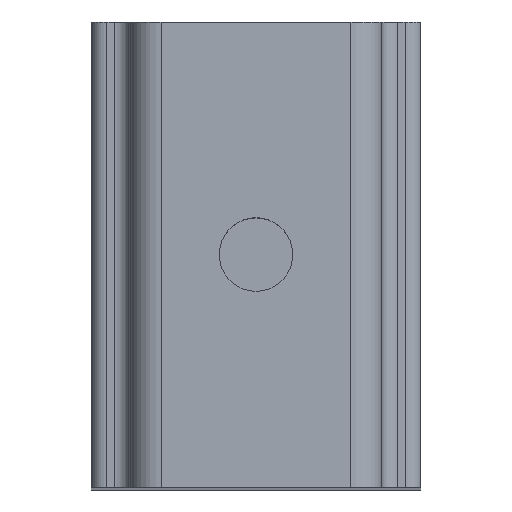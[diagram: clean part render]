
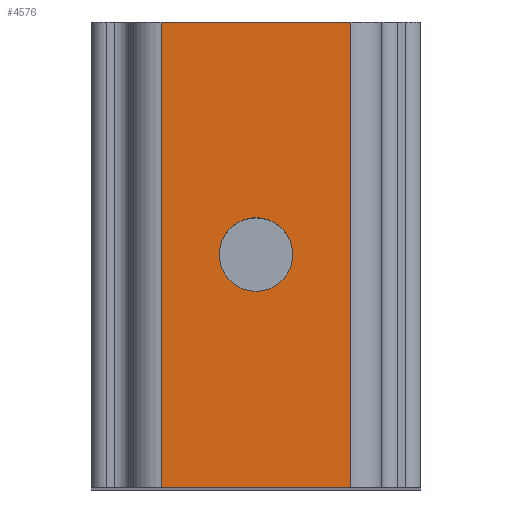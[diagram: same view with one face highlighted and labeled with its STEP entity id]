
A CAD part, top view. The second image highlights one B-rep face of the part: STEP entity #4576.
In plain terms, the highlighted planar face has unit normal (0, 0, 1).
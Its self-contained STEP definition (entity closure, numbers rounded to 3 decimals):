
#2088 = PLANE('',#2089);
#2089 = AXIS2_PLACEMENT_3D('',#2090,#2091,#2092);
#2090 = CARTESIAN_POINT('',(0.,0.,2.));
#2091 = DIRECTION('',(-0.,-1.,-0.));
#2092 = DIRECTION('',(0.,0.,-1.));
#2312 = PLANE('',#2313);
#2313 = AXIS2_PLACEMENT_3D('',#2314,#2315,#2316);
#2314 = CARTESIAN_POINT('',(0.,-24.,2.));
#2315 = DIRECTION('',(-0.,-1.,-0.));
#2316 = DIRECTION('',(0.,0.,-1.));
#3887 = VERTEX_POINT('',#3888);
#3888 = CARTESIAN_POINT('',(1.6,0.,6.));
#3903 = CYLINDRICAL_SURFACE('',#3904,1.6);
#3904 = AXIS2_PLACEMENT_3D('',#3905,#3906,#3907);
#3905 = CARTESIAN_POINT('',(1.6,0.,4.4));
#3906 = DIRECTION('',(-0.,-1.,-0.));
#3907 = DIRECTION('',(0.,0.,1.));
#3915 = EDGE_CURVE('',#3887,#3916,#3918,.T.);
#3916 = VERTEX_POINT('',#3917);
#3917 = CARTESIAN_POINT('',(11.4,0.,6.));
#3918 = SURFACE_CURVE('',#3919,(#3923,#3930),.PCURVE_S1.);
#3919 = LINE('',#3920,#3921);
#3920 = CARTESIAN_POINT('',(0.,0.,6.));
#3921 = VECTOR('',#3922,1.);
#3922 = DIRECTION('',(1.,0.,0.));
#3923 = PCURVE('',#2088,#3924);
#3924 = DEFINITIONAL_REPRESENTATION('',(#3925),#3929);
#3925 = LINE('',#3926,#3927);
#3926 = CARTESIAN_POINT('',(-4.,0.));
#3927 = VECTOR('',#3928,1.);
#3928 = DIRECTION('',(-0.,1.));
#3929 = ( GEOMETRIC_REPRESENTATION_CONTEXT(2) 
PARAMETRIC_REPRESENTATION_CONTEXT() REPRESENTATION_CONTEXT('2D SPACE',''
  ) );
#3930 = PCURVE('',#3931,#3936);
#3931 = PLANE('',#3932);
#3932 = AXIS2_PLACEMENT_3D('',#3933,#3934,#3935);
#3933 = CARTESIAN_POINT('',(0.,0.,6.));
#3934 = DIRECTION('',(0.,0.,1.));
#3935 = DIRECTION('',(-1.,0.,0.));
#3936 = DEFINITIONAL_REPRESENTATION('',(#3937),#3941);
#3937 = LINE('',#3938,#3939);
#3938 = CARTESIAN_POINT('',(-0.,-0.));
#3939 = VECTOR('',#3940,1.);
#3940 = DIRECTION('',(-1.,0.));
#3941 = ( GEOMETRIC_REPRESENTATION_CONTEXT(2) 
PARAMETRIC_REPRESENTATION_CONTEXT() REPRESENTATION_CONTEXT('2D SPACE',''
  ) );
#3958 = CYLINDRICAL_SURFACE('',#3959,1.6);
#3959 = AXIS2_PLACEMENT_3D('',#3960,#3961,#3962);
#3960 = CARTESIAN_POINT('',(11.4,0.,4.4));
#3961 = DIRECTION('',(-0.,-1.,-0.));
#3962 = DIRECTION('',(1.,0.,0.));
#4074 = CYLINDRICAL_SURFACE('',#4075,1.9);
#4075 = AXIS2_PLACEMENT_3D('',#4076,#4077,#4078);
#4076 = CARTESIAN_POINT('',(6.5,-12.,0.));
#4077 = DIRECTION('',(0.,0.,-1.));
#4078 = DIRECTION('',(1.,0.,0.));
#4225 = VERTEX_POINT('',#4226);
#4226 = CARTESIAN_POINT('',(1.6,-24.,6.));
#4248 = EDGE_CURVE('',#4225,#4249,#4251,.T.);
#4249 = VERTEX_POINT('',#4250);
#4250 = CARTESIAN_POINT('',(11.4,-24.,6.));
#4251 = SURFACE_CURVE('',#4252,(#4256,#4263),.PCURVE_S1.);
#4252 = LINE('',#4253,#4254);
#4253 = CARTESIAN_POINT('',(0.,-24.,6.));
#4254 = VECTOR('',#4255,1.);
#4255 = DIRECTION('',(1.,0.,0.));
#4256 = PCURVE('',#2312,#4257);
#4257 = DEFINITIONAL_REPRESENTATION('',(#4258),#4262);
#4258 = LINE('',#4259,#4260);
#4259 = CARTESIAN_POINT('',(-4.,0.));
#4260 = VECTOR('',#4261,1.);
#4261 = DIRECTION('',(-0.,1.));
#4262 = ( GEOMETRIC_REPRESENTATION_CONTEXT(2) 
PARAMETRIC_REPRESENTATION_CONTEXT() REPRESENTATION_CONTEXT('2D SPACE',''
  ) );
#4263 = PCURVE('',#3931,#4264);
#4264 = DEFINITIONAL_REPRESENTATION('',(#4265),#4269);
#4265 = LINE('',#4266,#4267);
#4266 = CARTESIAN_POINT('',(-0.,24.));
#4267 = VECTOR('',#4268,1.);
#4268 = DIRECTION('',(-1.,0.));
#4269 = ( GEOMETRIC_REPRESENTATION_CONTEXT(2) 
PARAMETRIC_REPRESENTATION_CONTEXT() REPRESENTATION_CONTEXT('2D SPACE',''
  ) );
#4556 = EDGE_CURVE('',#3887,#4225,#4557,.T.);
#4557 = SURFACE_CURVE('',#4558,(#4562,#4569),.PCURVE_S1.);
#4558 = LINE('',#4559,#4560);
#4559 = CARTESIAN_POINT('',(1.6,0.,6.));
#4560 = VECTOR('',#4561,1.);
#4561 = DIRECTION('',(-0.,-1.,-0.));
#4562 = PCURVE('',#3903,#4563);
#4563 = DEFINITIONAL_REPRESENTATION('',(#4564),#4568);
#4564 = LINE('',#4565,#4566);
#4565 = CARTESIAN_POINT('',(0.,0.));
#4566 = VECTOR('',#4567,1.);
#4567 = DIRECTION('',(0.,1.));
#4568 = ( GEOMETRIC_REPRESENTATION_CONTEXT(2) 
PARAMETRIC_REPRESENTATION_CONTEXT() REPRESENTATION_CONTEXT('2D SPACE',''
  ) );
#4569 = PCURVE('',#3931,#4570);
#4570 = DEFINITIONAL_REPRESENTATION('',(#4571),#4575);
#4571 = LINE('',#4572,#4573);
#4572 = CARTESIAN_POINT('',(-1.6,-0.));
#4573 = VECTOR('',#4574,1.);
#4574 = DIRECTION('',(-0.,1.));
#4575 = ( GEOMETRIC_REPRESENTATION_CONTEXT(2) 
PARAMETRIC_REPRESENTATION_CONTEXT() REPRESENTATION_CONTEXT('2D SPACE',''
  ) );
#4576 = ADVANCED_FACE('',(#4577,#4603),#3931,.T.);
#4577 = FACE_BOUND('',#4578,.F.);
#4578 = EDGE_LOOP('',(#4579,#4580,#4581,#4582));
#4579 = ORIENTED_EDGE('',*,*,#4248,.F.);
#4580 = ORIENTED_EDGE('',*,*,#4556,.F.);
#4581 = ORIENTED_EDGE('',*,*,#3915,.T.);
#4582 = ORIENTED_EDGE('',*,*,#4583,.T.);
#4583 = EDGE_CURVE('',#3916,#4249,#4584,.T.);
#4584 = SURFACE_CURVE('',#4585,(#4589,#4596),.PCURVE_S1.);
#4585 = LINE('',#4586,#4587);
#4586 = CARTESIAN_POINT('',(11.4,0.,6.));
#4587 = VECTOR('',#4588,1.);
#4588 = DIRECTION('',(-0.,-1.,-0.));
#4589 = PCURVE('',#3931,#4590);
#4590 = DEFINITIONAL_REPRESENTATION('',(#4591),#4595);
#4591 = LINE('',#4592,#4593);
#4592 = CARTESIAN_POINT('',(-11.4,-0.));
#4593 = VECTOR('',#4594,1.);
#4594 = DIRECTION('',(-0.,1.));
#4595 = ( GEOMETRIC_REPRESENTATION_CONTEXT(2) 
PARAMETRIC_REPRESENTATION_CONTEXT() REPRESENTATION_CONTEXT('2D SPACE',''
  ) );
#4596 = PCURVE('',#3958,#4597);
#4597 = DEFINITIONAL_REPRESENTATION('',(#4598),#4602);
#4598 = LINE('',#4599,#4600);
#4599 = CARTESIAN_POINT('',(1.571,0.));
#4600 = VECTOR('',#4601,1.);
#4601 = DIRECTION('',(0.,1.));
#4602 = ( GEOMETRIC_REPRESENTATION_CONTEXT(2) 
PARAMETRIC_REPRESENTATION_CONTEXT() REPRESENTATION_CONTEXT('2D SPACE',''
  ) );
#4603 = FACE_BOUND('',#4604,.F.);
#4604 = EDGE_LOOP('',(#4605));
#4605 = ORIENTED_EDGE('',*,*,#4606,.F.);
#4606 = EDGE_CURVE('',#4607,#4607,#4609,.T.);
#4607 = VERTEX_POINT('',#4608);
#4608 = CARTESIAN_POINT('',(8.4,-12.,6.));
#4609 = SURFACE_CURVE('',#4610,(#4615,#4626),.PCURVE_S1.);
#4610 = CIRCLE('',#4611,1.9);
#4611 = AXIS2_PLACEMENT_3D('',#4612,#4613,#4614);
#4612 = CARTESIAN_POINT('',(6.5,-12.,6.));
#4613 = DIRECTION('',(0.,0.,-1.));
#4614 = DIRECTION('',(1.,0.,0.));
#4615 = PCURVE('',#3931,#4616);
#4616 = DEFINITIONAL_REPRESENTATION('',(#4617),#4625);
#4617 = ( BOUNDED_CURVE() B_SPLINE_CURVE(2,(#4618,#4619,#4620,#4621,
#4622,#4623,#4624),.UNSPECIFIED.,.T.,.F.) B_SPLINE_CURVE_WITH_KNOTS((1,2
    ,2,2,2,1),(-2.094,0.,2.094,4.189,
6.283,8.378),.UNSPECIFIED.) CURVE() 
GEOMETRIC_REPRESENTATION_ITEM() RATIONAL_B_SPLINE_CURVE((1.,0.5,1.,0.5,
1.,0.5,1.)) REPRESENTATION_ITEM('') );
#4618 = CARTESIAN_POINT('',(-8.4,12.));
#4619 = CARTESIAN_POINT('',(-8.4,15.291));
#4620 = CARTESIAN_POINT('',(-5.55,13.645));
#4621 = CARTESIAN_POINT('',(-2.7,12.));
#4622 = CARTESIAN_POINT('',(-5.55,10.355));
#4623 = CARTESIAN_POINT('',(-8.4,8.709));
#4624 = CARTESIAN_POINT('',(-8.4,12.));
#4625 = ( GEOMETRIC_REPRESENTATION_CONTEXT(2) 
PARAMETRIC_REPRESENTATION_CONTEXT() REPRESENTATION_CONTEXT('2D SPACE',''
  ) );
#4626 = PCURVE('',#4074,#4627);
#4627 = DEFINITIONAL_REPRESENTATION('',(#4628),#4632);
#4628 = LINE('',#4629,#4630);
#4629 = CARTESIAN_POINT('',(0.,-6.));
#4630 = VECTOR('',#4631,1.);
#4631 = DIRECTION('',(1.,0.));
#4632 = ( GEOMETRIC_REPRESENTATION_CONTEXT(2) 
PARAMETRIC_REPRESENTATION_CONTEXT() REPRESENTATION_CONTEXT('2D SPACE',''
  ) );
